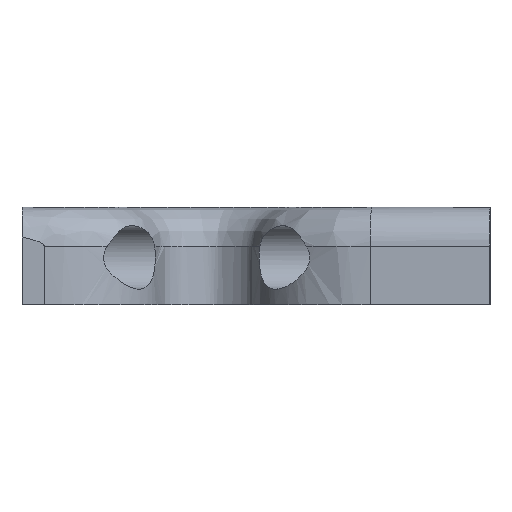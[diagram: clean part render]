
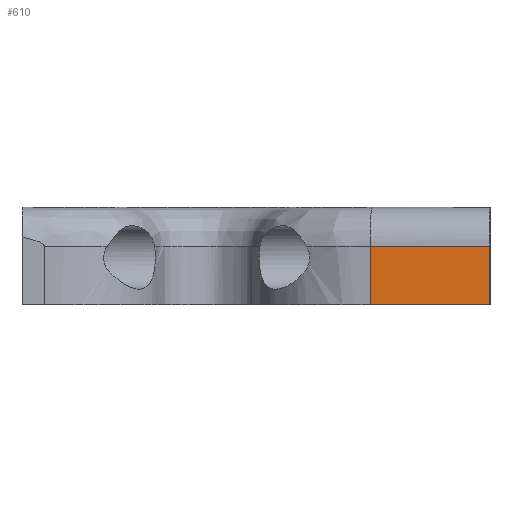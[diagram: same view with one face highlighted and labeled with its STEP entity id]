
A CAD part, left-side view. The second image highlights one B-rep face of the part: STEP entity #610.
In plain terms, the highlighted planar face has unit normal (-1, 0, 0).
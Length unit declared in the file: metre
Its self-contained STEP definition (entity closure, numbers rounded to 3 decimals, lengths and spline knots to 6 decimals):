
#113=ORIENTED_EDGE('',*,*,#293,.F.);
#114=ORIENTED_EDGE('',*,*,#294,.T.);
#115=ORIENTED_EDGE('',*,*,#286,.T.);
#116=ORIENTED_EDGE('',*,*,#295,.F.);
#286=EDGE_CURVE('',#375,#376,#433,.T.);
#293=EDGE_CURVE('',#381,#382,#434,.T.);
#294=EDGE_CURVE('',#381,#375,#435,.T.);
#295=EDGE_CURVE('',#382,#376,#436,.T.);
#375=VERTEX_POINT('',#949);
#376=VERTEX_POINT('',#950);
#381=VERTEX_POINT('',#1042);
#382=VERTEX_POINT('',#1043);
#433=LINE('',#948,#473);
#434=LINE('',#1041,#474);
#435=LINE('',#1044,#475);
#436=LINE('',#1045,#476);
#473=VECTOR('',#703,1.);
#474=VECTOR('',#706,1.);
#475=VECTOR('',#707,1.);
#476=VECTOR('',#708,1.);
#509=EDGE_LOOP('',(#113,#114,#115,#116));
#554=FACE_BOUND('',#509,.T.);
#596=PLANE('',#656);
#610=ADVANCED_FACE('',(#554),#596,.T.);
#656=AXIS2_PLACEMENT_3D('',#1040,#704,#705);
#703=DIRECTION('',(0.,0.,-1.));
#704=DIRECTION('',(-1.,0.,0.));
#705=DIRECTION('',(0.,0.,1.));
#706=DIRECTION('',(0.,0.,-1.));
#707=DIRECTION('',(0.,1.,0.));
#708=DIRECTION('',(0.,1.,0.));
#948=CARTESIAN_POINT('',(-0.096039,0.122172,0.005));
#949=CARTESIAN_POINT('',(-0.096039,0.122172,0.003));
#950=CARTESIAN_POINT('',(-0.096039,0.122172,0.));
#1040=CARTESIAN_POINT('',(-0.096039,0.119105,0.005));
#1041=CARTESIAN_POINT('',(-0.096039,0.116039,0.005));
#1042=CARTESIAN_POINT('',(-0.096039,0.116039,0.003));
#1043=CARTESIAN_POINT('',(-0.096039,0.116039,0.));
#1044=CARTESIAN_POINT('',(-0.096039,0.119105,0.003));
#1045=CARTESIAN_POINT('',(-0.096039,0.119105,0.));
